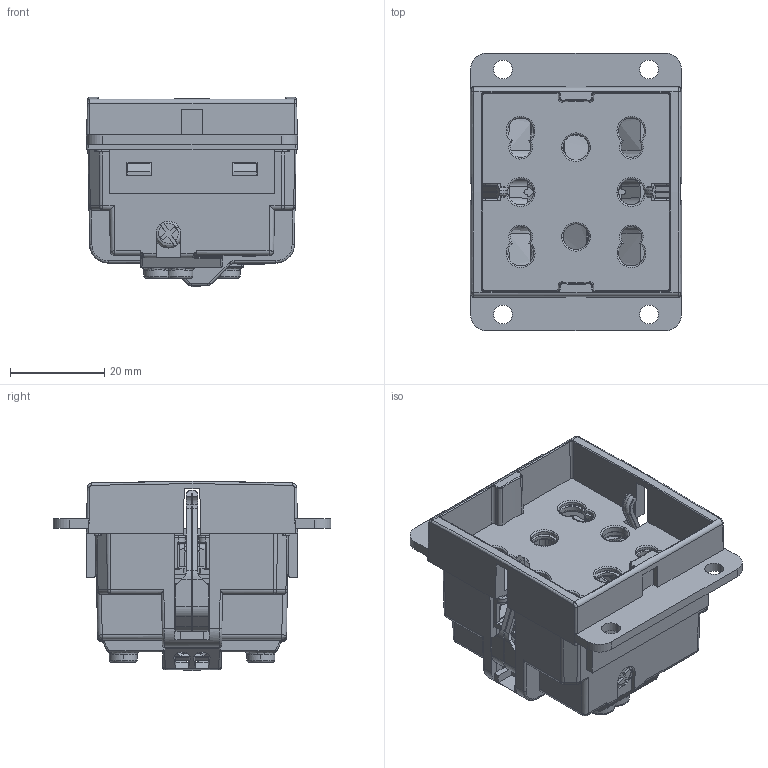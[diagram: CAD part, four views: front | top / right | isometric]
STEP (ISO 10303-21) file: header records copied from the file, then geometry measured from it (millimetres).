
FILE_DESCRIPTION (( 'STEP AP203' ), '1' );
FILE_NAME ('SIDE PANNELLO.STEP', '2020-03-03T13:43:01', ( '' ), ( '' ), 'SwSTEP 2.0', 'SolidWorks 2018', '' );
FILE_SCHEMA (( 'CONFIG_CONTROL_DESIGN' ));
Products named in the file (17): SPACER_TUTTO_2; PROTECTOR-COVER_AF0; SLIDE-P30-_AF1; SCREW3_6; SIDE PANNELLO; GROUND-3-2_ASM; CHILDREN-PROTECTION-DOWN-1_AF0; SHUTTER-3; SHUTTER-1_ASM; phase; GROUND-CONTACT-2-1; SPACER; LF40209-P_treni; SCREW-NEW_2; GROUND-CONTACT-1-1; 4BOX-LOWER_2015; GROUND-CONTACT-4-2
Assembly tree (20 placements, depth 3):
  SIDE PANNELLO
    4BOX-LOWER_2015
    GROUND-3-2_ASM
      GROUND-CONTACT-1-1
      GROUND-CONTACT-2-1
      GROUND-CONTACT-4-2
      SPACER_TUTTO_2
      SCREW-NEW_2
    SHUTTER-1_ASM
      PROTECTOR-COVER_AF0
      CHILDREN-PROTECTION-DOWN-1_AF0
      SHUTTER-3  x2
      SLIDE-P30-_AF1
    phase  x2
    SCREW3_6  x2
    SPACER  x2
    LF40209-P_treni
Bounding box: 44.8 x 59 x 40.2 mm (x, y, z)
Volume: 25629.4 mm3; surface area: 43221.7 mm2
Topology: 18 solids, 18 shells, 3844 faces, 10530 edges, 6690 vertices
Faces by surface type: plane 1788, cylinder 1052, bspline 857, torus 79, cone 68
Entity records: 133633 total; most frequent: CARTESIAN_POINT 56140, ORIENTED_EDGE 17738, DIRECTION 13075, EDGE_CURVE 8869, VERTEX_POINT 5676, VECTOR 5073, LINE 5073, AXIS2_PLACEMENT_3D 4001
